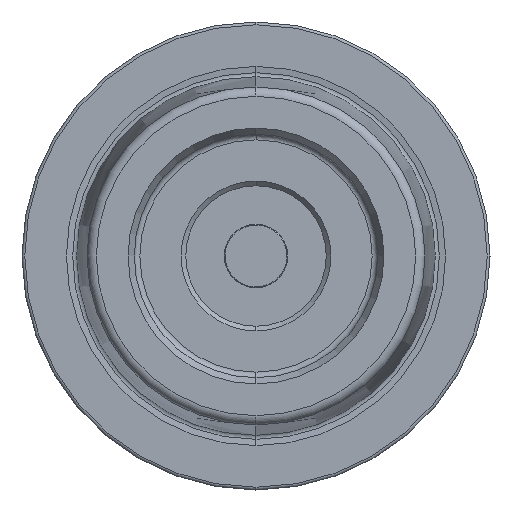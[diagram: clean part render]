
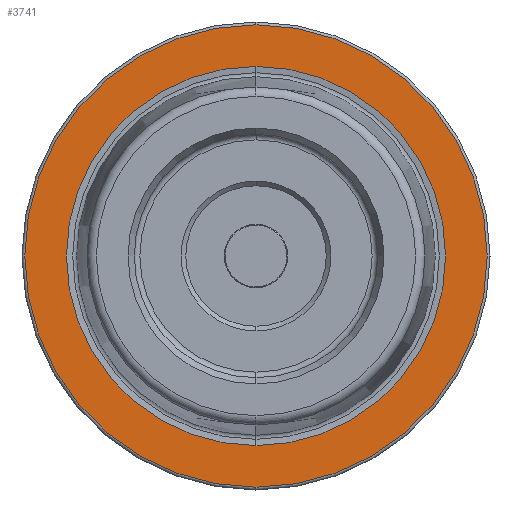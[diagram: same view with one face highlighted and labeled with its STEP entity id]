
A CAD part, left-side view. The second image highlights one B-rep face of the part: STEP entity #3741.
In plain terms, the highlighted planar face has unit normal (-1, 0, 0).
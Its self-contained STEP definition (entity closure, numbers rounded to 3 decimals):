
#221 = EDGE_CURVE ( 'NONE', #2404, #2350, #1257, .T. ) ;
#255 = AXIS2_PLACEMENT_3D ( 'NONE', #4429, #4418, #4435 ) ;
#489 = EDGE_LOOP ( 'NONE', ( #1946, #1947 ) ) ;
#714 = CARTESIAN_POINT ( 'NONE',  ( 0., 0., 0. ) ) ;
#715 = DIRECTION ( 'NONE',  ( -1., 0., 0. ) ) ;
#716 = DIRECTION ( 'NONE',  ( 0., 0., 1. ) ) ;
#764 = CARTESIAN_POINT ( 'NONE',  ( 0., 0., 0. ) ) ;
#765 = DIRECTION ( 'NONE',  ( -1., 0., 0. ) ) ;
#766 = DIRECTION ( 'NONE',  ( 0., 0., 1. ) ) ;
#855 = CARTESIAN_POINT ( 'NONE',  ( 0., 0., 20.258 ) ) ;
#857 = CARTESIAN_POINT ( 'NONE',  ( 0., 0., -24.7 ) ) ;
#858 = CARTESIAN_POINT ( 'NONE',  ( 0., 0., 24.7 ) ) ;
#909 = CARTESIAN_POINT ( 'NONE',  ( 0., 0., -20.258 ) ) ;
#1073 = CARTESIAN_POINT ( 'NONE',  ( 0., 0., 0. ) ) ;
#1074 = DIRECTION ( 'NONE',  ( -1., 0., 0. ) ) ;
#1075 = DIRECTION ( 'NONE',  ( 0., 0., 1. ) ) ;
#1111 = AXIS2_PLACEMENT_3D ( 'NONE', #714, #715, #716 ) ;
#1114 = CIRCLE ( 'NONE', #1111, 24.7 ) ;
#1253 = AXIS2_PLACEMENT_3D ( 'NONE', #1073, #1074, #1075 ) ;
#1257 = CIRCLE ( 'NONE', #1253, 20.258 ) ;
#1945 = ORIENTED_EDGE ( 'NONE', *, *, #3495, .T. ) ;
#1946 = ORIENTED_EDGE ( 'NONE', *, *, #3510, .F. ) ;
#1947 = ORIENTED_EDGE ( 'NONE', *, *, #221, .F. ) ;
#1951 = ORIENTED_EDGE ( 'NONE', *, *, #3478, .T. ) ;
#2202 = EDGE_LOOP ( 'NONE', ( #1945, #1951 ) ) ;
#2350 = VERTEX_POINT ( 'NONE', #855 ) ;
#2352 = VERTEX_POINT ( 'NONE', #857 ) ;
#2353 = VERTEX_POINT ( 'NONE', #858 ) ;
#2404 = VERTEX_POINT ( 'NONE', #909 ) ;
#3424 = AXIS2_PLACEMENT_3D ( 'NONE', #3997, #3998, #3999 ) ;
#3435 = CIRCLE ( 'NONE', #3424, 20.258 ) ;
#3452 = AXIS2_PLACEMENT_3D ( 'NONE', #764, #765, #766 ) ;
#3455 = CIRCLE ( 'NONE', #3452, 24.7 ) ;
#3478 = EDGE_CURVE ( 'NONE', #2352, #2353, #1114, .T. ) ;
#3495 = EDGE_CURVE ( 'NONE', #2353, #2352, #3455, .T. ) ;
#3510 = EDGE_CURVE ( 'NONE', #2350, #2404, #3435, .T. ) ;
#3741 = ADVANCED_FACE ( 'NONE', ( #4430, #4432 ), #4433, .F. ) ;
#3997 = CARTESIAN_POINT ( 'NONE',  ( 0., 0., 0. ) ) ;
#3998 = DIRECTION ( 'NONE',  ( -1., 0., 0. ) ) ;
#3999 = DIRECTION ( 'NONE',  ( 0., 0., 1. ) ) ;
#4418 = DIRECTION ( 'NONE',  ( 1., 0., 0. ) ) ;
#4429 = CARTESIAN_POINT ( 'NONE',  ( 0., 24.7, 0. ) ) ;
#4430 = FACE_BOUND ( 'NONE', #489, .T. ) ;
#4432 = FACE_OUTER_BOUND ( 'NONE', #2202, .T. ) ;
#4433 = PLANE ( 'NONE',  #255 ) ;
#4435 = DIRECTION ( 'NONE',  ( 0., 0., -1. ) ) ;
